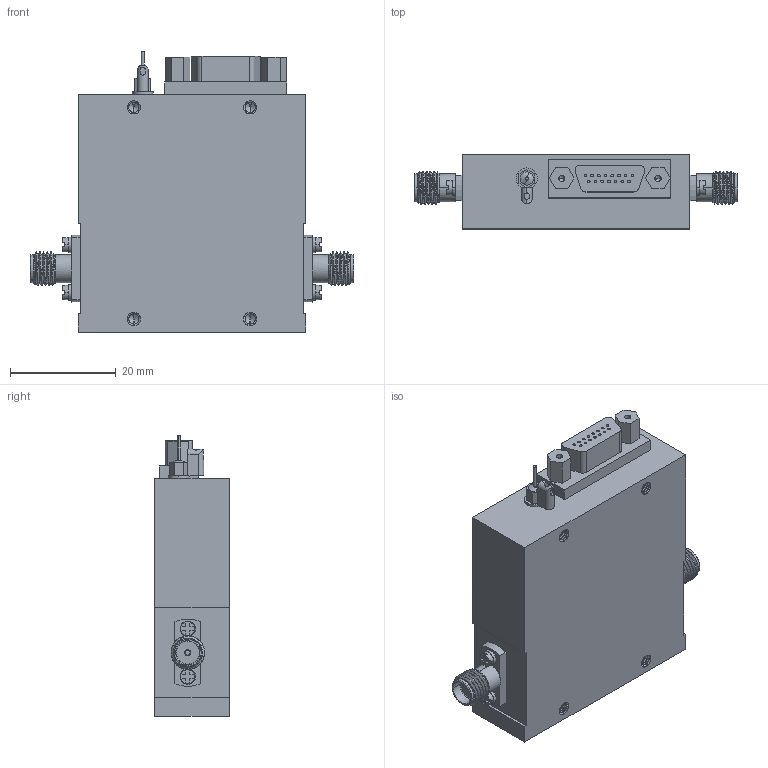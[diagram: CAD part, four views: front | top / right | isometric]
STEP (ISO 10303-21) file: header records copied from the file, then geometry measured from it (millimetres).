
FILE_DESCRIPTION (( 'STEP AP214' ), '1' );
FILE_NAME ('FM82P5021_3D.step', '2023-03-16T18:20:08', ( '' ), ( '' ), 'SwSTEP 2.0', 'SolidWorks 2022', '' );
FILE_SCHEMA (( 'AUTOMOTIVE_DESIGN' ));
Length unit declared in the file: inch
Products named in the file (6): FM82P5021_15 PIN CONNECTOR; FM82P5021_Base Model; FM82P5021_3D; PE45602 ¦ FMCN1652; FM82P5024_WASHER; FM82P5024_SCREW 4-40
Assembly tree (12 placements, depth 2):
  FM82P5021_3D
    FM82P5021_Base Model
    FM82P5021_15 PIN CONNECTOR
    FM82P5024_WASHER  x4
    FM82P5024_SCREW 4-40  x4
    PE45602 ¦ FMCN1652  x2
Bounding box: 61.16 x 14 x 53 mm (x, y, z)
Volume: 27247.9 mm3; surface area: 8907 mm2
Topology: 23 solids, 23 shells, 1047 faces, 2646 edges, 1720 vertices
Faces by surface type: plane 550, cylinder 261, bspline 122, cone 114
Entity records: 32090 total; most frequent: CARTESIAN_POINT 12649, ORIENTED_EDGE 4132, DIRECTION 2995, EDGE_CURVE 2066, VERTEX_POINT 1363, VECTOR 1015, LINE 1015, AXIS2_PLACEMENT_3D 990
